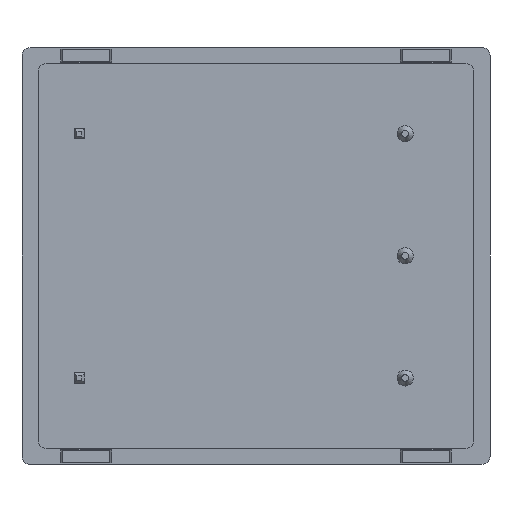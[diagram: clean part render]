
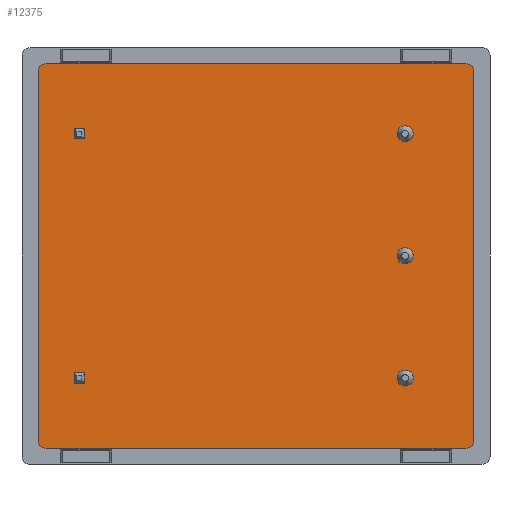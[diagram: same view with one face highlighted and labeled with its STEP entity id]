
A CAD part, top view. The second image highlights one B-rep face of the part: STEP entity #12375.
In plain terms, the highlighted planar face has unit normal (0, 0, 1).
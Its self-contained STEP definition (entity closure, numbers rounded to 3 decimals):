
#412=CIRCLE('',#13423,0.5);
#414=CIRCLE('',#13427,0.5);
#416=CIRCLE('',#13431,0.5);
#418=CIRCLE('',#13435,0.5);
#1193=FACE_OUTER_BOUND('',#1919,.T.);
#1919=EDGE_LOOP('',(#11184,#11185,#11186,#11187,#11188,#11189,#11190,#11191));
#3286=LINE('',#23357,#4668);
#3291=LINE('',#23371,#4673);
#3295=LINE('',#23383,#4677);
#3299=LINE('',#23395,#4681);
#4668=VECTOR('',#16443,1.);
#4673=VECTOR('',#16456,1.);
#4677=VECTOR('',#16468,1.);
#4681=VECTOR('',#16480,1.);
#5947=VERTEX_POINT('',#23355);
#5948=VERTEX_POINT('',#23356);
#5951=VERTEX_POINT('',#23364);
#5953=VERTEX_POINT('',#23370);
#5955=VERTEX_POINT('',#23376);
#5957=VERTEX_POINT('',#23382);
#5959=VERTEX_POINT('',#23388);
#5961=VERTEX_POINT('',#23394);
#7682=EDGE_CURVE('',#5947,#5948,#3286,.T.);
#7686=EDGE_CURVE('',#5947,#5951,#412,.T.);
#7689=EDGE_CURVE('',#5953,#5951,#3291,.T.);
#7692=EDGE_CURVE('',#5955,#5953,#414,.T.);
#7695=EDGE_CURVE('',#5955,#5957,#3295,.T.);
#7698=EDGE_CURVE('',#5957,#5959,#416,.T.);
#7701=EDGE_CURVE('',#5959,#5961,#3299,.T.);
#7704=EDGE_CURVE('',#5948,#5961,#418,.T.);
#11184=ORIENTED_EDGE('',*,*,#7698,.F.);
#11185=ORIENTED_EDGE('',*,*,#7695,.F.);
#11186=ORIENTED_EDGE('',*,*,#7692,.T.);
#11187=ORIENTED_EDGE('',*,*,#7689,.T.);
#11188=ORIENTED_EDGE('',*,*,#7686,.F.);
#11189=ORIENTED_EDGE('',*,*,#7682,.T.);
#11190=ORIENTED_EDGE('',*,*,#7704,.T.);
#11191=ORIENTED_EDGE('',*,*,#7701,.F.);
#11682=PLANE('',#13438);
#12375=ADVANCED_FACE('',(#1193),#11682,.T.);
#13423=AXIS2_PLACEMENT_3D('',#23365,#16449,#16450);
#13427=AXIS2_PLACEMENT_3D('',#23377,#16461,#16462);
#13431=AXIS2_PLACEMENT_3D('',#23389,#16473,#16474);
#13435=AXIS2_PLACEMENT_3D('',#23400,#16485,#16486);
#13438=AXIS2_PLACEMENT_3D('',#23403,#16491,#16492);
#16443=DIRECTION('',(1.,0.,0.));
#16449=DIRECTION('center_axis',(0.,0.,-1.));
#16450=DIRECTION('ref_axis',(-1.,0.,0.));
#16456=DIRECTION('',(0.,-1.,0.));
#16461=DIRECTION('center_axis',(0.,0.,1.));
#16462=DIRECTION('ref_axis',(1.,0.,0.));
#16468=DIRECTION('',(1.,0.,0.));
#16473=DIRECTION('center_axis',(0.,0.,-1.));
#16474=DIRECTION('ref_axis',(-1.,0.,0.));
#16480=DIRECTION('',(0.,-1.,0.));
#16485=DIRECTION('center_axis',(0.,0.,1.));
#16486=DIRECTION('ref_axis',(1.,0.,0.));
#16491=DIRECTION('center_axis',(0.,0.,1.));
#16492=DIRECTION('ref_axis',(1.,0.,0.));
#23355=CARTESIAN_POINT('',(86.5,-140.,15.1));
#23356=CARTESIAN_POINT('',(112.7,-140.,15.1));
#23357=CARTESIAN_POINT('',(99.6,-140.,15.1));
#23364=CARTESIAN_POINT('',(86.,-139.5,15.1));
#23365=CARTESIAN_POINT('Origin',(86.5,-139.5,15.1));
#23370=CARTESIAN_POINT('',(86.,-116.5,15.1));
#23371=CARTESIAN_POINT('',(86.,-128.,15.1));
#23376=CARTESIAN_POINT('',(86.5,-116.,15.1));
#23377=CARTESIAN_POINT('Origin',(86.5,-116.5,15.1));
#23382=CARTESIAN_POINT('',(112.7,-116.,15.1));
#23383=CARTESIAN_POINT('',(99.6,-116.,15.1));
#23388=CARTESIAN_POINT('',(113.2,-116.5,15.1));
#23389=CARTESIAN_POINT('Origin',(112.7,-116.5,15.1));
#23394=CARTESIAN_POINT('',(113.2,-139.5,15.1));
#23395=CARTESIAN_POINT('',(113.2,-128.,15.1));
#23400=CARTESIAN_POINT('Origin',(112.7,-139.5,15.1));
#23403=CARTESIAN_POINT('Origin',(94.108,-140.295,15.1));
